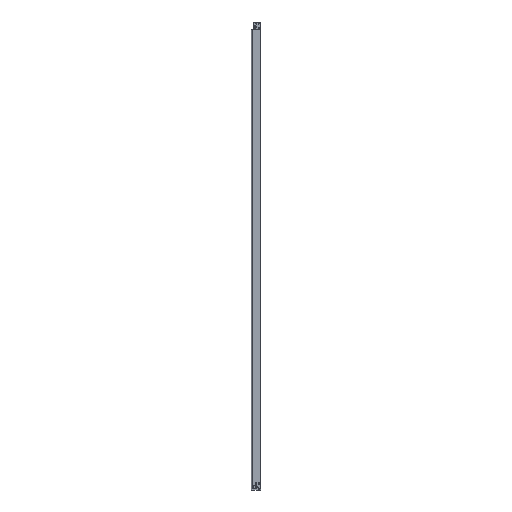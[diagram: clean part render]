
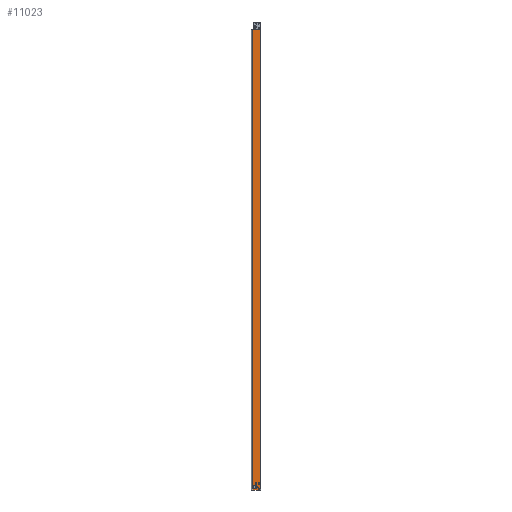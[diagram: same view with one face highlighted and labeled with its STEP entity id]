
A CAD part, left-side view. The second image highlights one B-rep face of the part: STEP entity #11023.
In plain terms, the highlighted planar face has unit normal (-1, 0, 0).
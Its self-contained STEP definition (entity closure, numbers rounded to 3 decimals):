
#324=DIRECTION('',(0.,0.,-1.));
#325=VECTOR('',#324,2949.96);
#326=CARTESIAN_POINT('',(-37.5,49.019,-50.04));
#327=LINE('',#326,#325);
#328=DIRECTION('',(0.,-0.959,-0.282));
#329=VECTOR('',#328,2.484);
#330=CARTESIAN_POINT('',(-37.5,49.019,-50.04));
#331=LINE('',#330,#329);
#332=DIRECTION('',(0.,-1.,0.));
#333=VECTOR('',#332,45.136);
#334=CARTESIAN_POINT('',(-37.5,46.636,-50.74));
#335=LINE('',#334,#333);
#336=DIRECTION('',(0.,0.,-1.));
#337=VECTOR('',#336,3.);
#338=CARTESIAN_POINT('',(-37.5,15.5,-2956.5));
#339=LINE('',#338,#337);
#340=CARTESIAN_POINT('',(-37.5,12.,-2959.5));
#341=DIRECTION('',(1.,0.,0.));
#342=DIRECTION('',(0.,-1.,0.));
#343=AXIS2_PLACEMENT_3D('',#340,#341,#342);
#345=DIRECTION('',(0.,0.,1.));
#346=VECTOR('',#345,3.);
#347=CARTESIAN_POINT('',(-37.5,8.5,-2959.5));
#348=LINE('',#347,#346);
#349=CARTESIAN_POINT('',(-37.5,12.,-2956.5));
#350=DIRECTION('',(1.,0.,0.));
#351=DIRECTION('',(0.,1.,0.));
#352=AXIS2_PLACEMENT_3D('',#349,#350,#351);
#354=DIRECTION('',(0.,0.,-1.));
#355=VECTOR('',#354,3.);
#356=CARTESIAN_POINT('',(-37.5,30.5,-2956.5));
#357=LINE('',#356,#355);
#358=CARTESIAN_POINT('',(-37.5,27.,-2959.5));
#359=DIRECTION('',(1.,0.,0.));
#360=DIRECTION('',(0.,-1.,0.));
#361=AXIS2_PLACEMENT_3D('',#358,#359,#360);
#363=DIRECTION('',(0.,0.,1.));
#364=VECTOR('',#363,3.);
#365=CARTESIAN_POINT('',(-37.5,23.5,-2959.5));
#366=LINE('',#365,#364);
#367=CARTESIAN_POINT('',(-37.5,27.,-2956.5));
#368=DIRECTION('',(1.,0.,0.));
#369=DIRECTION('',(0.,1.,0.));
#370=AXIS2_PLACEMENT_3D('',#367,#368,#369);
#372=DIRECTION('',(0.,0.,-1.));
#373=VECTOR('',#372,3.);
#374=CARTESIAN_POINT('',(-37.5,15.5,-2990.5));
#375=LINE('',#374,#373);
#376=CARTESIAN_POINT('',(-37.5,12.,-2993.5));
#377=DIRECTION('',(1.,0.,0.));
#378=DIRECTION('',(0.,-1.,0.));
#379=AXIS2_PLACEMENT_3D('',#376,#377,#378);
#381=DIRECTION('',(0.,0.,1.));
#382=VECTOR('',#381,3.);
#383=CARTESIAN_POINT('',(-37.5,8.5,-2993.5));
#384=LINE('',#383,#382);
#385=CARTESIAN_POINT('',(-37.5,12.,-2990.5));
#386=DIRECTION('',(1.,0.,0.));
#387=DIRECTION('',(0.,1.,0.));
#388=AXIS2_PLACEMENT_3D('',#385,#386,#387);
#390=DIRECTION('',(0.,-1.,0.));
#391=VECTOR('',#390,6.);
#392=CARTESIAN_POINT('',(-37.5,24.,-2986.6));
#393=LINE('',#392,#391);
#394=DIRECTION('',(0.,0.,1.));
#395=VECTOR('',#394,10.);
#396=CARTESIAN_POINT('',(-37.5,17.5,-2986.1));
#397=LINE('',#396,#395);
#398=DIRECTION('',(0.,1.,0.));
#399=VECTOR('',#398,6.);
#400=CARTESIAN_POINT('',(-37.5,18.,-2975.6));
#401=LINE('',#400,#399);
#402=DIRECTION('',(0.,0.707,0.707));
#403=VECTOR('',#402,6.364);
#404=CARTESIAN_POINT('',(-37.5,24.,-2975.6));
#405=LINE('',#404,#403);
#406=DIRECTION('',(0.,1.,0.029));
#407=VECTOR('',#406,17.507);
#408=CARTESIAN_POINT('',(-37.5,28.5,-2971.1));
#409=LINE('',#408,#407);
#410=DIRECTION('',(0.,-1.,0.));
#411=VECTOR('',#410,0.404);
#412=CARTESIAN_POINT('',(-37.5,46.404,-2970.6));
#413=LINE('',#412,#411);
#414=DIRECTION('',(0.,-1.,0.));
#415=VECTOR('',#414,0.404);
#416=CARTESIAN_POINT('',(-37.5,46.404,-2991.6));
#417=LINE('',#416,#415);
#418=DIRECTION('',(0.,-1.,0.029));
#419=VECTOR('',#418,17.507);
#420=CARTESIAN_POINT('',(-37.5,46.,-2991.6));
#421=LINE('',#420,#419);
#422=DIRECTION('',(0.,-0.707,0.707));
#423=VECTOR('',#422,6.364);
#424=CARTESIAN_POINT('',(-37.5,28.5,-2991.1));
#425=LINE('',#424,#423);
#426=DIRECTION('',(0.,0.,-1.));
#427=VECTOR('',#426,2949.26);
#428=CARTESIAN_POINT('',(-37.5,1.5,-50.74));
#429=LINE('',#428,#427);
#7476=DIRECTION('',(0.,-1.,0.));
#7477=VECTOR('',#7476,47.519);
#7478=CARTESIAN_POINT('',(-37.5,49.019,-3000.));
#7479=LINE('',#7478,#7477);
#7848=CARTESIAN_POINT('',(-37.5,18.,-2976.1));
#7849=DIRECTION('',(1.,0.,0.));
#7850=DIRECTION('',(0.,0.,1.));
#7851=AXIS2_PLACEMENT_3D('',#7848,#7849,#7850);
#7870=CARTESIAN_POINT('',(-37.5,18.,-2986.1));
#7871=DIRECTION('',(1.,0.,0.));
#7872=DIRECTION('',(0.,-1.,0.));
#7873=AXIS2_PLACEMENT_3D('',#7870,#7871,#7872);
#7900=DIRECTION('',(0.,0.,1.));
#7901=VECTOR('',#7900,21.);
#7902=CARTESIAN_POINT('',(-37.5,46.404,-2991.6));
#7903=LINE('',#7902,#7901);
#8172=CARTESIAN_POINT('',(-37.5,49.019,-3000.));
#8173=VERTEX_POINT('',#8172);
#8174=CARTESIAN_POINT('',(-37.5,1.5,-3000.));
#8175=VERTEX_POINT('',#8174);
#8244=CARTESIAN_POINT('',(-37.5,49.019,-50.04));
#8245=VERTEX_POINT('',#8244);
#8384=CARTESIAN_POINT('',(-37.5,1.5,-50.74));
#8385=VERTEX_POINT('',#8384);
#8388=CARTESIAN_POINT('',(-37.5,46.636,-50.74));
#8389=VERTEX_POINT('',#8388);
#8404=CARTESIAN_POINT('',(-37.5,15.5,-2956.5));
#8405=CARTESIAN_POINT('',(-37.5,15.5,-2959.5));
#8406=VERTEX_POINT('',#8404);
#8407=VERTEX_POINT('',#8405);
#8408=CARTESIAN_POINT('',(-37.5,8.5,-2959.5));
#8409=VERTEX_POINT('',#8408);
#8410=CARTESIAN_POINT('',(-37.5,8.5,-2956.5));
#8411=VERTEX_POINT('',#8410);
#8412=CARTESIAN_POINT('',(-37.5,30.5,-2956.5));
#8413=CARTESIAN_POINT('',(-37.5,30.5,-2959.5));
#8414=VERTEX_POINT('',#8412);
#8415=VERTEX_POINT('',#8413);
#8416=CARTESIAN_POINT('',(-37.5,23.5,-2959.5));
#8417=VERTEX_POINT('',#8416);
#8418=CARTESIAN_POINT('',(-37.5,23.5,-2956.5));
#8419=VERTEX_POINT('',#8418);
#8420=CARTESIAN_POINT('',(-37.5,15.5,-2990.5));
#8421=CARTESIAN_POINT('',(-37.5,15.5,-2993.5));
#8422=VERTEX_POINT('',#8420);
#8423=VERTEX_POINT('',#8421);
#8424=CARTESIAN_POINT('',(-37.5,8.5,-2993.5));
#8425=VERTEX_POINT('',#8424);
#8426=CARTESIAN_POINT('',(-37.5,8.5,-2990.5));
#8427=VERTEX_POINT('',#8426);
#8776=CARTESIAN_POINT('',(-37.5,46.,-2991.6));
#8777=CARTESIAN_POINT('',(-37.5,28.5,-2991.1));
#8778=VERTEX_POINT('',#8776);
#8779=VERTEX_POINT('',#8777);
#8780=CARTESIAN_POINT('',(-37.5,24.,-2986.6));
#8781=VERTEX_POINT('',#8780);
#8782=CARTESIAN_POINT('',(-37.5,24.,-2975.6));
#8783=CARTESIAN_POINT('',(-37.5,28.5,-2971.1));
#8784=VERTEX_POINT('',#8782);
#8785=VERTEX_POINT('',#8783);
#8786=CARTESIAN_POINT('',(-37.5,46.,-2970.6));
#8787=VERTEX_POINT('',#8786);
#8860=CARTESIAN_POINT('',(-37.5,46.404,-2991.6));
#8861=VERTEX_POINT('',#8860);
#8862=CARTESIAN_POINT('',(-37.5,46.404,-2970.6));
#8863=VERTEX_POINT('',#8862);
#9340=CARTESIAN_POINT('',(-37.5,18.,-2975.6));
#9342=VERTEX_POINT('',#9340);
#9344=CARTESIAN_POINT('',(-37.5,17.5,-2976.1));
#9346=VERTEX_POINT('',#9344);
#9348=CARTESIAN_POINT('',(-37.5,17.5,-2986.1));
#9350=VERTEX_POINT('',#9348);
#9352=CARTESIAN_POINT('',(-37.5,18.,-2986.6));
#9354=VERTEX_POINT('',#9352);
#10951=CARTESIAN_POINT('',(-37.5,49.019,0.));
#10952=DIRECTION('',(-1.,0.,0.));
#10953=DIRECTION('',(0.,-1.,0.));
#10954=AXIS2_PLACEMENT_3D('',#10951,#10952,#10953);
#10955=PLANE('',#10954);
#10957=ORIENTED_EDGE('',*,*,#10956,.T.);
#10959=ORIENTED_EDGE('',*,*,#10958,.F.);
#10961=ORIENTED_EDGE('',*,*,#10960,.F.);
#10963=ORIENTED_EDGE('',*,*,#10962,.T.);
#10965=ORIENTED_EDGE('',*,*,#10964,.T.);
#10966=EDGE_LOOP('',(#10957,#10959,#10961,#10963,#10965));
#10967=FACE_OUTER_BOUND('',#10966,.F.);
#10969=ORIENTED_EDGE('',*,*,#10968,.T.);
#10971=ORIENTED_EDGE('',*,*,#10970,.F.);
#10973=ORIENTED_EDGE('',*,*,#10972,.T.);
#10975=ORIENTED_EDGE('',*,*,#10974,.F.);
#10976=EDGE_LOOP('',(#10969,#10971,#10973,#10975));
#10977=FACE_BOUND('',#10976,.F.);
#10979=ORIENTED_EDGE('',*,*,#10978,.T.);
#10981=ORIENTED_EDGE('',*,*,#10980,.F.);
#10983=ORIENTED_EDGE('',*,*,#10982,.T.);
#10985=ORIENTED_EDGE('',*,*,#10984,.F.);
#10986=EDGE_LOOP('',(#10979,#10981,#10983,#10985));
#10987=FACE_BOUND('',#10986,.F.);
#10989=ORIENTED_EDGE('',*,*,#10988,.T.);
#10991=ORIENTED_EDGE('',*,*,#10990,.F.);
#10993=ORIENTED_EDGE('',*,*,#10992,.T.);
#10995=ORIENTED_EDGE('',*,*,#10994,.F.);
#10996=EDGE_LOOP('',(#10989,#10991,#10993,#10995));
#10997=FACE_BOUND('',#10996,.F.);
#10999=ORIENTED_EDGE('',*,*,#10998,.T.);
#11001=ORIENTED_EDGE('',*,*,#11000,.F.);
#11003=ORIENTED_EDGE('',*,*,#11002,.T.);
#11005=ORIENTED_EDGE('',*,*,#11004,.F.);
#11007=ORIENTED_EDGE('',*,*,#11006,.T.);
#11009=ORIENTED_EDGE('',*,*,#11008,.T.);
#11011=ORIENTED_EDGE('',*,*,#11010,.T.);
#11012=ORIENTED_EDGE('',*,*,#10941,.F.);
#11014=ORIENTED_EDGE('',*,*,#11013,.F.);
#11016=ORIENTED_EDGE('',*,*,#11015,.T.);
#11018=ORIENTED_EDGE('',*,*,#11017,.T.);
#11020=ORIENTED_EDGE('',*,*,#11019,.T.);
#11021=EDGE_LOOP('',(#10999,#11001,#11003,#11005,#11007,#11009,#11011,#11012,
#11014,#11016,#11018,#11020));
#11022=FACE_BOUND('',#11021,.F.);
#11023=ADVANCED_FACE('',(#10967,#10977,#10987,#10997,#11022),#10955,.T.);
#344=CIRCLE('',#343,3.5);
#353=CIRCLE('',#352,3.5);
#362=CIRCLE('',#361,3.5);
#371=CIRCLE('',#370,3.5);
#380=CIRCLE('',#379,3.5);
#389=CIRCLE('',#388,3.5);
#7852=CIRCLE('',#7851,0.5);
#7874=CIRCLE('',#7873,0.5);
#10941=EDGE_CURVE('',#8863,#8787,#413,.T.);
#10956=EDGE_CURVE('',#8385,#8175,#429,.T.);
#10958=EDGE_CURVE('',#8173,#8175,#7479,.T.);
#10960=EDGE_CURVE('',#8245,#8173,#327,.T.);
#10962=EDGE_CURVE('',#8245,#8389,#331,.T.);
#10964=EDGE_CURVE('',#8389,#8385,#335,.T.);
#10968=EDGE_CURVE('',#8406,#8407,#339,.T.);
#10970=EDGE_CURVE('',#8409,#8407,#344,.T.);
#10972=EDGE_CURVE('',#8409,#8411,#348,.T.);
#10974=EDGE_CURVE('',#8406,#8411,#353,.T.);
#10978=EDGE_CURVE('',#8414,#8415,#357,.T.);
#10980=EDGE_CURVE('',#8417,#8415,#362,.T.);
#10982=EDGE_CURVE('',#8417,#8419,#366,.T.);
#10984=EDGE_CURVE('',#8414,#8419,#371,.T.);
#10988=EDGE_CURVE('',#8422,#8423,#375,.T.);
#10990=EDGE_CURVE('',#8425,#8423,#380,.T.);
#10992=EDGE_CURVE('',#8425,#8427,#384,.T.);
#10994=EDGE_CURVE('',#8422,#8427,#389,.T.);
#10998=EDGE_CURVE('',#8781,#9354,#393,.T.);
#11000=EDGE_CURVE('',#9350,#9354,#7874,.T.);
#11002=EDGE_CURVE('',#9350,#9346,#397,.T.);
#11004=EDGE_CURVE('',#9342,#9346,#7852,.T.);
#11006=EDGE_CURVE('',#9342,#8784,#401,.T.);
#11008=EDGE_CURVE('',#8784,#8785,#405,.T.);
#11010=EDGE_CURVE('',#8785,#8787,#409,.T.);
#11013=EDGE_CURVE('',#8861,#8863,#7903,.T.);
#11015=EDGE_CURVE('',#8861,#8778,#417,.T.);
#11017=EDGE_CURVE('',#8778,#8779,#421,.T.);
#11019=EDGE_CURVE('',#8779,#8781,#425,.T.);
